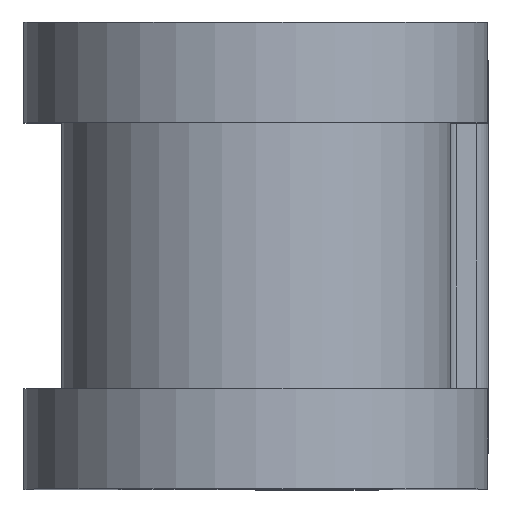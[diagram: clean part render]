
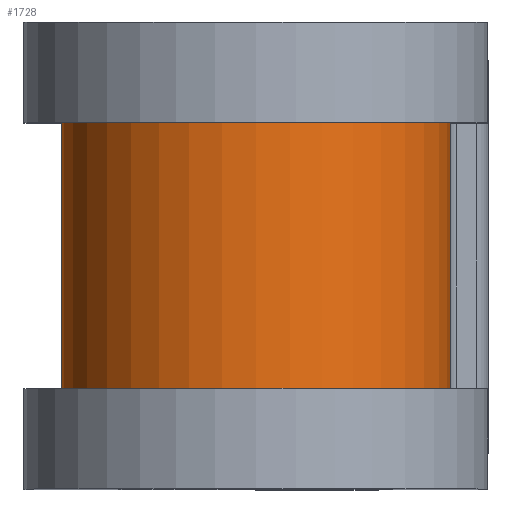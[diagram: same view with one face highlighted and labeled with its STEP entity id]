
A CAD part, top view. The second image highlights one B-rep face of the part: STEP entity #1728.
In plain terms, the highlighted cylindrical face has radius 7.887 mm (diameter 15.773 mm), a partial arc.
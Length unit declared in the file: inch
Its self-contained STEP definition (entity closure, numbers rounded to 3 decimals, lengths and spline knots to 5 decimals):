
#66 = LINE ( 'NONE', #434, #1768 ) ;
#96 = EDGE_LOOP ( 'NONE', ( #960, #1384, #1847, #572 ) ) ;
#115 = DIRECTION ( 'NONE',  ( 0., 0., -1. ) ) ;
#166 = VECTOR ( 'NONE', #1808, 39.37008 ) ;
#232 = VERTEX_POINT ( 'NONE', #445 ) ;
#298 = CARTESIAN_POINT ( 'NONE',  ( 0., 0.2125, 0.437 ) ) ;
#434 = CARTESIAN_POINT ( 'NONE',  ( 0.3105, 0.3125, 0.437 ) ) ;
#439 = DIRECTION ( 'NONE',  ( 0., 0., -1. ) ) ;
#445 = CARTESIAN_POINT ( 'NONE',  ( 0.3105, 0.2125, 0.437 ) ) ;
#464 = CARTESIAN_POINT ( 'NONE',  ( 0., -0.2125, 0.437 ) ) ;
#497 = CIRCLE ( 'NONE', #763, 0.3105 ) ;
#572 = ORIENTED_EDGE ( 'NONE', *, *, #1170, .F. ) ;
#650 = DIRECTION ( 'NONE',  ( 0., 0., -1. ) ) ;
#683 = CYLINDRICAL_SURFACE ( 'NONE', #1851, 0.3105 ) ;
#763 = AXIS2_PLACEMENT_3D ( 'NONE', #298, #1421, #439 ) ;
#935 = DIRECTION ( 'NONE',  ( 0., -1., 0. ) ) ;
#960 = ORIENTED_EDGE ( 'NONE', *, *, #1100, .F. ) ;
#992 = EDGE_CURVE ( 'NONE', #1869, #999, #1006, .T. ) ;
#999 = VERTEX_POINT ( 'NONE', #1719 ) ;
#1006 = LINE ( 'NONE', #2135, #166 ) ;
#1051 = CIRCLE ( 'NONE', #1864, 0.3105 ) ;
#1073 = DIRECTION ( 'NONE',  ( 0., -1., 0. ) ) ;
#1100 = EDGE_CURVE ( 'NONE', #232, #1465, #66, .T. ) ;
#1126 = EDGE_CURVE ( 'NONE', #232, #1869, #497, .T. ) ;
#1170 = EDGE_CURVE ( 'NONE', #1465, #999, #1051, .T. ) ;
#1384 = ORIENTED_EDGE ( 'NONE', *, *, #1126, .T. ) ;
#1421 = DIRECTION ( 'NONE',  ( 0., -1., 0. ) ) ;
#1465 = VERTEX_POINT ( 'NONE', #1756 ) ;
#1524 = FACE_OUTER_BOUND ( 'NONE', #96, .T. ) ;
#1607 = DIRECTION ( 'NONE',  ( 0., -1., 0. ) ) ;
#1719 = CARTESIAN_POINT ( 'NONE',  ( -0.3105, -0.2125, 0.437 ) ) ;
#1728 = ADVANCED_FACE ( 'NONE', ( #1524 ), #683, .T. ) ;
#1756 = CARTESIAN_POINT ( 'NONE',  ( 0.3105, -0.2125, 0.437 ) ) ;
#1768 = VECTOR ( 'NONE', #935, 39.37008 ) ;
#1808 = DIRECTION ( 'NONE',  ( 0., -1., 0. ) ) ;
#1847 = ORIENTED_EDGE ( 'NONE', *, *, #992, .T. ) ;
#1851 = AXIS2_PLACEMENT_3D ( 'NONE', #1910, #1073, #115 ) ;
#1861 = CARTESIAN_POINT ( 'NONE',  ( -0.3105, 0.2125, 0.437 ) ) ;
#1864 = AXIS2_PLACEMENT_3D ( 'NONE', #464, #1607, #650 ) ;
#1869 = VERTEX_POINT ( 'NONE', #1861 ) ;
#1910 = CARTESIAN_POINT ( 'NONE',  ( 0., 0.3125, 0.437 ) ) ;
#2135 = CARTESIAN_POINT ( 'NONE',  ( -0.3105, 0.3125, 0.437 ) ) ;
